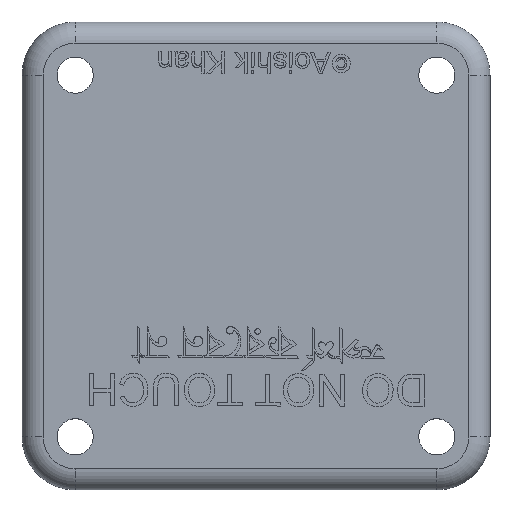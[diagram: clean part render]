
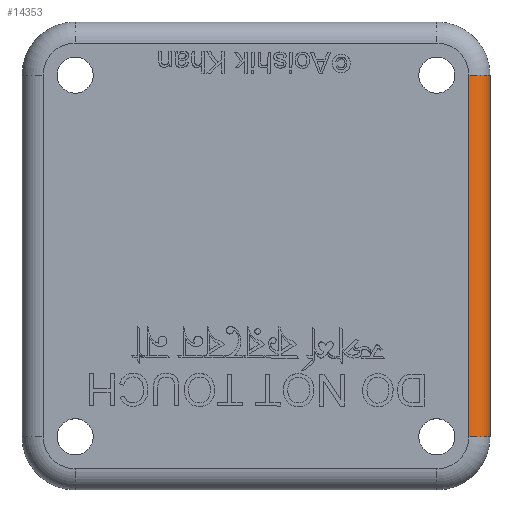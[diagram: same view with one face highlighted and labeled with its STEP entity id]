
A CAD part, top view. The second image highlights one B-rep face of the part: STEP entity #14353.
In plain terms, the highlighted cylindrical face has radius 2 mm (diameter 4 mm), a partial arc.
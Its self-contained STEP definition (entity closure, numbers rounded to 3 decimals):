
#1884=FACE_OUTER_BOUND('',#2690,.T.);
#2690=EDGE_LOOP('',(#9809,#9810,#9811,#9812));
#3551=LINE('',#17375,#4779);
#3552=LINE('',#17378,#4780);
#4779=VECTOR('',#15501,10.);
#4780=VECTOR('',#15504,2.);
#6007=CIRCLE('',#15174,2.);
#6008=CIRCLE('',#15175,2.);
#6031=VERTEX_POINT('',#17371);
#6032=VERTEX_POINT('',#17372);
#6033=VERTEX_POINT('',#17374);
#6034=VERTEX_POINT('',#17376);
#7541=EDGE_CURVE('',#6031,#6032,#6007,.T.);
#7542=EDGE_CURVE('',#6033,#6032,#3551,.T.);
#7543=EDGE_CURVE('',#6033,#6034,#6008,.T.);
#7544=EDGE_CURVE('',#6034,#6031,#3552,.T.);
#9809=ORIENTED_EDGE('',*,*,#7541,.T.);
#9810=ORIENTED_EDGE('',*,*,#7542,.F.);
#9811=ORIENTED_EDGE('',*,*,#7543,.T.);
#9812=ORIENTED_EDGE('',*,*,#7544,.T.);
#14345=CYLINDRICAL_SURFACE('',#15173,2.);
#14353=ADVANCED_FACE('',(#1884),#14345,.T.);
#15173=AXIS2_PLACEMENT_3D('',#17370,#15497,#15498);
#15174=AXIS2_PLACEMENT_3D('',#17373,#15499,#15500);
#15175=AXIS2_PLACEMENT_3D('',#17377,#15502,#15503);
#15497=DIRECTION('center_axis',(0.,-1.,0.));
#15498=DIRECTION('ref_axis',(0.992,0.,0.125));
#15499=DIRECTION('center_axis',(0.,1.,0.));
#15500=DIRECTION('ref_axis',(0.,0.,1.));
#15501=DIRECTION('',(0.,-1.,0.));
#15502=DIRECTION('center_axis',(0.,-1.,0.));
#15503=DIRECTION('ref_axis',(0.992,0.,0.125));
#15504=DIRECTION('',(0.,-1.,0.));
#17370=CARTESIAN_POINT('Origin',(62.212,49.,-0.25));
#17371=CARTESIAN_POINT('',(62.212,10.,1.75));
#17372=CARTESIAN_POINT('',(64.196,10.,0.));
#17373=CARTESIAN_POINT('Origin',(62.212,10.,-0.25));
#17374=CARTESIAN_POINT('',(64.196,44.,0.));
#17375=CARTESIAN_POINT('',(64.196,49.,0.));
#17376=CARTESIAN_POINT('',(62.212,44.,1.75));
#17377=CARTESIAN_POINT('Origin',(62.212,44.,-0.25));
#17378=CARTESIAN_POINT('',(62.212,49.,1.75));
